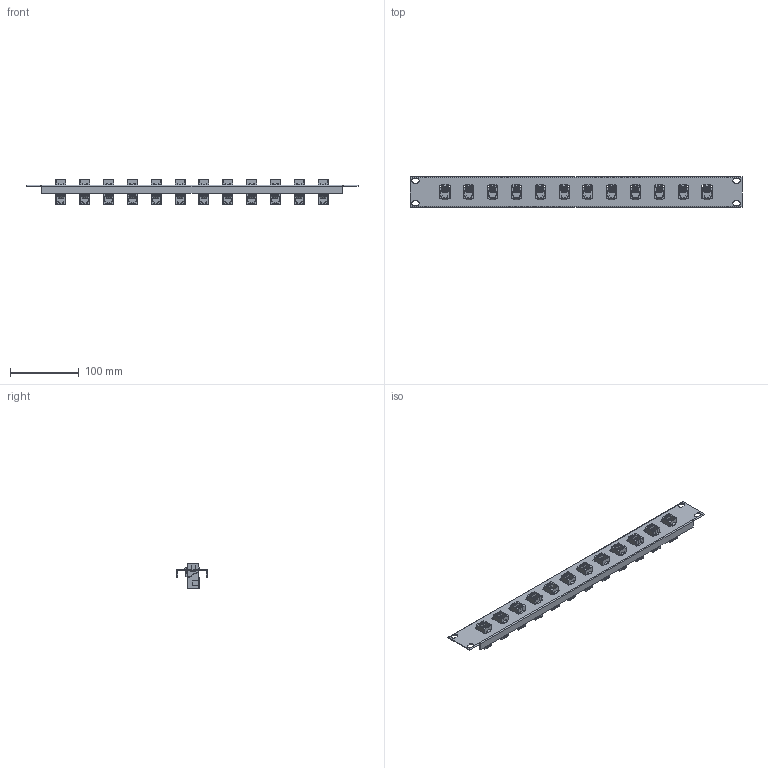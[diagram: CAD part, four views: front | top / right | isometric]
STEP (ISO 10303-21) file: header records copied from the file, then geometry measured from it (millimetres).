
FILE_DESCRIPTION (( 'STEP AP214' ), '1' );
FILE_NAME ('PR175B-R6-12_3D.step', '2025-02-28T17:01:59', ( '' ), ( '' ), 'SwSTEP 2.0', 'SolidWorks 2022', '' );
FILE_SCHEMA (( 'AUTOMOTIVE_DESIGN' ));
Length unit declared in the file: inch
Products named in the file (3): TDG1026KC-R6; PR175B-12KS; PR175B-R6-12_3D
Assembly tree (13 placements, depth 2):
  PR175B-R6-12_3D
    PR175B-12KS
    TDG1026KC-R6  x12
Bounding box: 482.6 x 44.45 x 36.05 mm (x, y, z)
Volume: 123369.9 mm3; surface area: 106680.2 mm2
Topology: 61 solids, 61 shells, 10758 faces, 28772 edges, 18976 vertices
Faces by surface type: plane 6166, bspline 4056, cylinder 416, torus 96, sphere 24
Entity records: 48413 total; most frequent: CARTESIAN_POINT 24975, ORIENTED_EDGE 5260, DIRECTION 3350, EDGE_CURVE 2630, VECTOR 1820, LINE 1820, VERTEX_POINT 1739, EDGE_LOOP 1123
